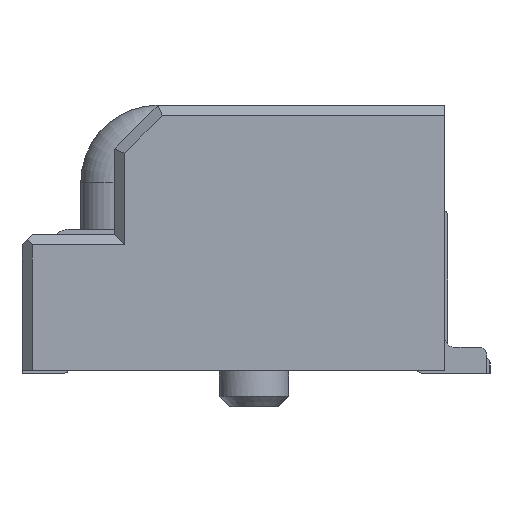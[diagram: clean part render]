
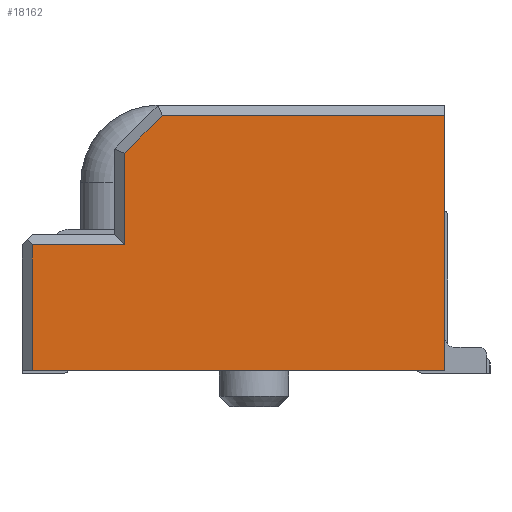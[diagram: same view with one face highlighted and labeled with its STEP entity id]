
A CAD part, left-side view. The second image highlights one B-rep face of the part: STEP entity #18162.
In plain terms, the highlighted planar face has unit normal (-1, 0, 0).
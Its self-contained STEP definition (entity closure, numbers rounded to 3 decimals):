
#470=PLANE('',#19192);
#1106=LINE('',#26492,#3092);
#1107=LINE('',#26494,#3093);
#1108=LINE('',#26496,#3094);
#1109=LINE('',#26498,#3095);
#1110=LINE('',#26500,#3096);
#1111=LINE('',#26502,#3097);
#1112=LINE('',#26503,#3098);
#3092=VECTOR('',#21060,1.036);
#3093=VECTOR('',#21061,1.777);
#3094=VECTOR('',#21062,1.79);
#3095=VECTOR('',#21063,2.44);
#3096=VECTOR('',#21064,8.);
#3097=VECTOR('',#21065,4.95);
#3098=VECTOR('',#21066,5.477);
#5422=FACE_OUTER_BOUND('',#6370,.T.);
#6370=EDGE_LOOP('',(#12775,#12776,#12777,#12778,#12779,#12780,#12781));
#8197=VERTEX_POINT('',#26490);
#8198=VERTEX_POINT('',#26491);
#8199=VERTEX_POINT('',#26493);
#8200=VERTEX_POINT('',#26495);
#8201=VERTEX_POINT('',#26497);
#8202=VERTEX_POINT('',#26499);
#8203=VERTEX_POINT('',#26501);
#10025=EDGE_CURVE('',#8197,#8198,#1106,.T.);
#10026=EDGE_CURVE('',#8198,#8199,#1107,.T.);
#10027=EDGE_CURVE('',#8199,#8200,#1108,.T.);
#10028=EDGE_CURVE('',#8200,#8201,#1109,.T.);
#10029=EDGE_CURVE('',#8202,#8201,#1110,.T.);
#10030=EDGE_CURVE('',#8203,#8202,#1111,.T.);
#10031=EDGE_CURVE('',#8203,#8197,#1112,.T.);
#12775=ORIENTED_EDGE('',*,*,#10025,.T.);
#12776=ORIENTED_EDGE('',*,*,#10026,.T.);
#12777=ORIENTED_EDGE('',*,*,#10027,.T.);
#12778=ORIENTED_EDGE('',*,*,#10028,.T.);
#12779=ORIENTED_EDGE('',*,*,#10029,.F.);
#12780=ORIENTED_EDGE('',*,*,#10030,.F.);
#12781=ORIENTED_EDGE('',*,*,#10031,.T.);
#18162=ADVANCED_FACE('',(#5422),#470,.F.);
#19192=AXIS2_PLACEMENT_3D('',#26489,#21058,#21059);
#21058=DIRECTION('center_axis',(1.,0.,0.));
#21059=DIRECTION('ref_axis',(0.,1.,0.));
#21060=DIRECTION('',(0.,0.707,-0.707));
#21061=DIRECTION('',(0.,0.,-1.));
#21062=DIRECTION('',(0.,1.,0.));
#21063=DIRECTION('',(0.,0.,-1.));
#21064=DIRECTION('',(0.,1.,0.));
#21065=DIRECTION('',(0.,0.,-1.));
#21066=DIRECTION('',(0.,1.,0.));
#26489=CARTESIAN_POINT('Origin',(-14.85,5.02,3.25));
#26490=CARTESIAN_POINT('',(-14.85,2.297,5.));
#26491=CARTESIAN_POINT('',(-14.85,3.03,4.267));
#26492=CARTESIAN_POINT('',(-14.85,2.297,5.));
#26493=CARTESIAN_POINT('',(-14.85,3.03,2.49));
#26494=CARTESIAN_POINT('',(-14.85,3.03,4.267));
#26495=CARTESIAN_POINT('',(-14.85,4.82,2.49));
#26496=CARTESIAN_POINT('',(-14.85,3.03,2.49));
#26497=CARTESIAN_POINT('',(-14.85,4.82,0.05));
#26498=CARTESIAN_POINT('',(-14.85,4.82,2.49));
#26499=CARTESIAN_POINT('',(-14.85,-3.18,0.05));
#26500=CARTESIAN_POINT('',(-14.85,-3.18,0.05));
#26501=CARTESIAN_POINT('',(-14.85,-3.18,5.));
#26502=CARTESIAN_POINT('',(-14.85,-3.18,5.));
#26503=CARTESIAN_POINT('',(-14.85,-3.18,5.));
